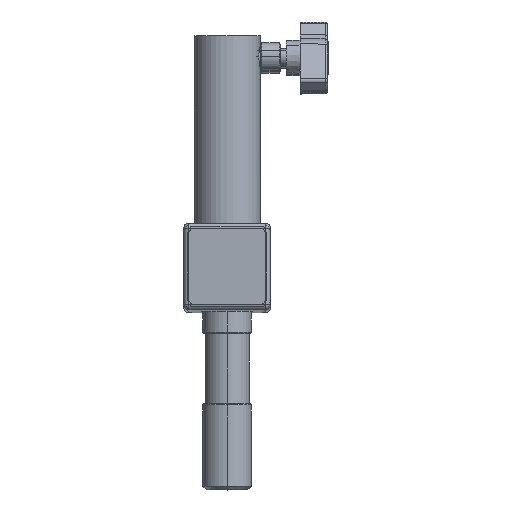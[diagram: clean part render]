
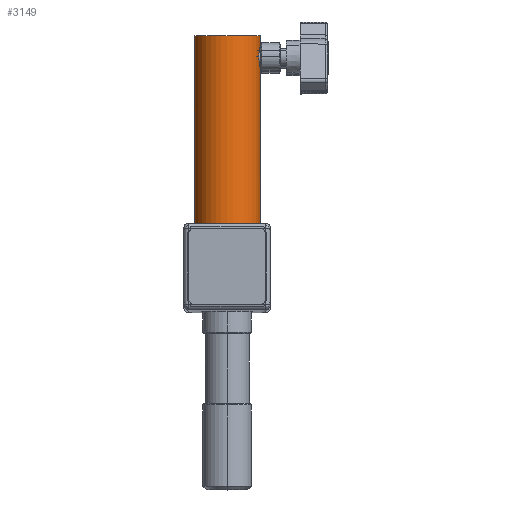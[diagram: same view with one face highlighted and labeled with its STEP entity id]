
A CAD part, top view. The second image highlights one B-rep face of the part: STEP entity #3149.
In plain terms, the highlighted cylindrical face has radius 19.05 mm (diameter 38.1 mm), a partial arc.
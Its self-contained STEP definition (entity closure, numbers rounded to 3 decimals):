
#220 = EDGE_CURVE ( 'NONE', #6102, #2379, #7310, .T. ) ;
#248 = AXIS2_PLACEMENT_3D ( 'NONE', #2114, #6107, #4392 ) ;
#311 = CARTESIAN_POINT ( 'NONE',  ( 2.765, 7.232, 18.851 ) ) ;
#335 = CARTESIAN_POINT ( 'NONE',  ( 2.448, 16.939, 18.895 ) ) ;
#337 = CARTESIAN_POINT ( 'NONE',  ( 0., 6.5, 19.05 ) ) ;
#360 = CARTESIAN_POINT ( 'NONE',  ( 5.217, 10.222, 18.322 ) ) ;
#454 = B_SPLINE_CURVE_WITH_KNOTS ( 'NONE', 3,
 ( #7170, #4213, #2523, #6516, #3290, #1463, #2107, #4333, #1538, #6064, #4983, #6105, #6698, #4903, #335, #7219, #5479, #7245, #2689, #7193, #3208, #5566 ),
 .UNSPECIFIED., .F., .F.,
 ( 4, 2, 2, 2, 2, 2, 2, 2, 2, 2, 4 ),
 ( 0.017, 0.018, 0.019, 0.021, 0.022, 0.022, 0.023, 0.024, 0.025, 0.025, 0.026 ),
 .UNSPECIFIED. ) ;
#552 = CARTESIAN_POINT ( 'NONE',  ( 0., 6.5, 19.05 ) ) ;
#567 = ORIENTED_EDGE ( 'NONE', *, *, #1328, .T. ) ;
#747 = CARTESIAN_POINT ( 'NONE',  ( 0., 108., -19.05 ) ) ;
#867 = LINE ( 'NONE', #747, #3559 ) ;
#877 = CARTESIAN_POINT ( 'NONE',  ( 4.942, 9.56, 18.398 ) ) ;
#1027 = ORIENTED_EDGE ( 'NONE', *, *, #220, .F. ) ;
#1311 = ORIENTED_EDGE ( 'NONE', *, *, #1472, .T. ) ;
#1326 = EDGE_LOOP ( 'NONE', ( #5864, #567, #1376, #1027, #1311, #4152, #6813 ) ) ;
#1328 = EDGE_CURVE ( 'NONE', #2673, #4355, #3963, .T. ) ;
#1376 = ORIENTED_EDGE ( 'NONE', *, *, #5219, .F. ) ;
#1463 = CARTESIAN_POINT ( 'NONE',  ( 4.941, 14.442, 18.399 ) ) ;
#1466 = CARTESIAN_POINT ( 'NONE',  ( 0.727, 6.536, 19.039 ) ) ;
#1472 = EDGE_CURVE ( 'NONE', #6102, #4012, #4216, .T. ) ;
#1519 = CARTESIAN_POINT ( 'NONE',  ( 5.428, 11.098, 18.26 ) ) ;
#1538 = CARTESIAN_POINT ( 'NONE',  ( 4.144, 15.634, 18.596 ) ) ;
#1627 = CARTESIAN_POINT ( 'NONE',  ( 0., 0., 0. ) ) ;
#1751 = DIRECTION ( 'NONE',  ( 0., 0., -1. ) ) ;
#1802 = AXIS2_PLACEMENT_3D ( 'NONE', #1627, #4562, #5671 ) ;
#2031 = FACE_OUTER_BOUND ( 'NONE', #1326, .T. ) ;
#2051 = CARTESIAN_POINT ( 'NONE',  ( 5.5, 11.82, 18.239 ) ) ;
#2079 = CARTESIAN_POINT ( 'NONE',  ( 4.146, 8.368, 18.595 ) ) ;
#2107 = CARTESIAN_POINT ( 'NONE',  ( 4.769, 14.763, 18.445 ) ) ;
#2114 = CARTESIAN_POINT ( 'NONE',  ( 0., 108., 0. ) ) ;
#2186 = CARTESIAN_POINT ( 'NONE',  ( 0., 17.5, 19.05 ) ) ;
#2345 = EDGE_CURVE ( 'NONE', #6992, #3452, #867, .T. ) ;
#2379 = VERTEX_POINT ( 'NONE', #3602 ) ;
#2523 = CARTESIAN_POINT ( 'NONE',  ( 5.465, 12.721, 18.25 ) ) ;
#2604 = CARTESIAN_POINT ( 'NONE',  ( 3.353, 7.637, 18.753 ) ) ;
#2673 = VERTEX_POINT ( 'NONE', #4039 ) ;
#2689 = CARTESIAN_POINT ( 'NONE',  ( 0.725, 17.455, 19.037 ) ) ;
#2869 = DIRECTION ( 'NONE',  ( 0., -1., 0. ) ) ;
#3149 = ADVANCED_FACE ( 'NONE', ( #2031 ), #5447, .T. ) ;
#3182 = CARTESIAN_POINT ( 'NONE',  ( 5.491, 11.64, 18.241 ) ) ;
#3208 = CARTESIAN_POINT ( 'NONE',  ( 0.181, 17.5, 19.05 ) ) ;
#3290 = CARTESIAN_POINT ( 'NONE',  ( 5.217, 13.779, 18.322 ) ) ;
#3452 = VERTEX_POINT ( 'NONE', #5675 ) ;
#3507 = DIRECTION ( 'NONE',  ( 0., -1., 0. ) ) ;
#3559 = VECTOR ( 'NONE', #4180, 1000. ) ;
#3602 = CARTESIAN_POINT ( 'NONE',  ( 5.5, 12., 18.239 ) ) ;
#3810 = CARTESIAN_POINT ( 'NONE',  ( 4.769, 9.238, 18.444 ) ) ;
#3963 = LINE ( 'NONE', #6818, #4926 ) ;
#3981 = CIRCLE ( 'NONE', #248, 19.05 ) ;
#4012 = VERTEX_POINT ( 'NONE', #6163 ) ;
#4039 = CARTESIAN_POINT ( 'NONE',  ( 0., 108., 19.05 ) ) ;
#4152 = ORIENTED_EDGE ( 'NONE', *, *, #6173, .T. ) ;
#4180 = DIRECTION ( 'NONE',  ( 0., -1., 0. ) ) ;
#4213 = CARTESIAN_POINT ( 'NONE',  ( 5.5, 12.36, 18.239 ) ) ;
#4216 = LINE ( 'NONE', #6942, #6965 ) ;
#4333 = CARTESIAN_POINT ( 'NONE',  ( 4.37, 15.359, 18.543 ) ) ;
#4355 = VERTEX_POINT ( 'NONE', #2186 ) ;
#4392 = DIRECTION ( 'NONE',  ( 0., 0., 1. ) ) ;
#4556 = CIRCLE ( 'NONE', #1802, 19.05 ) ;
#4562 = DIRECTION ( 'NONE',  ( 0., 1., 0. ) ) ;
#4713 = EDGE_CURVE ( 'NONE', #2673, #6992, #3981, .T. ) ;
#4874 = CARTESIAN_POINT ( 'NONE',  ( 5.5, 12., 18.239 ) ) ;
#4903 = CARTESIAN_POINT ( 'NONE',  ( 2.763, 16.769, 18.851 ) ) ;
#4926 = VECTOR ( 'NONE', #2869, 1000. ) ;
#4932 = CARTESIAN_POINT ( 'NONE',  ( 2.446, 7.061, 18.895 ) ) ;
#4953 = CARTESIAN_POINT ( 'NONE',  ( 1.778, 6.783, 18.97 ) ) ;
#4983 = CARTESIAN_POINT ( 'NONE',  ( 3.629, 16.137, 18.702 ) ) ;
#5169 = AXIS2_PLACEMENT_3D ( 'NONE', #6834, #3507, #1751 ) ;
#5219 = EDGE_CURVE ( 'NONE', #2379, #4355, #454, .T. ) ;
#5447 = CYLINDRICAL_SURFACE ( 'NONE', #5169, 19.05 ) ;
#5479 = CARTESIAN_POINT ( 'NONE',  ( 1.432, 17.322, 18.999 ) ) ;
#5481 = CARTESIAN_POINT ( 'NONE',  ( 1.434, 6.678, 18.999 ) ) ;
#5566 = CARTESIAN_POINT ( 'NONE',  ( 0., 17.5, 19.05 ) ) ;
#5671 = DIRECTION ( 'NONE',  ( 0., 0., 1. ) ) ;
#5675 = CARTESIAN_POINT ( 'NONE',  ( 0., 0., -19.05 ) ) ;
#5864 = ORIENTED_EDGE ( 'NONE', *, *, #4713, .F. ) ;
#6064 = CARTESIAN_POINT ( 'NONE',  ( 3.763, 16.015, 18.675 ) ) ;
#6065 = CARTESIAN_POINT ( 'NONE',  ( 0.361, 6.5, 19.05 ) ) ;
#6089 = CARTESIAN_POINT ( 'NONE',  ( 5.322, 10.565, 18.292 ) ) ;
#6102 = VERTEX_POINT ( 'NONE', #552 ) ;
#6105 = CARTESIAN_POINT ( 'NONE',  ( 3.351, 16.365, 18.753 ) ) ;
#6107 = DIRECTION ( 'NONE',  ( 0., 1., 0. ) ) ;
#6163 = CARTESIAN_POINT ( 'NONE',  ( 0., 0., 19.05 ) ) ;
#6173 = EDGE_CURVE ( 'NONE', #4012, #3452, #4556, .T. ) ;
#6264 = CARTESIAN_POINT ( 'NONE',  ( 0., 108., -19.05 ) ) ;
#6516 = CARTESIAN_POINT ( 'NONE',  ( 5.322, 13.435, 18.292 ) ) ;
#6562 = CARTESIAN_POINT ( 'NONE',  ( 4.372, 8.643, 18.543 ) ) ;
#6611 = CARTESIAN_POINT ( 'NONE',  ( 3.21, 7.53, 18.778 ) ) ;
#6668 = CARTESIAN_POINT ( 'NONE',  ( 3.765, 7.986, 18.675 ) ) ;
#6698 = CARTESIAN_POINT ( 'NONE',  ( 3.208, 16.471, 18.779 ) ) ;
#6813 = ORIENTED_EDGE ( 'NONE', *, *, #2345, .F. ) ;
#6818 = CARTESIAN_POINT ( 'NONE',  ( 0., 108., 19.05 ) ) ;
#6834 = CARTESIAN_POINT ( 'NONE',  ( 0., 108., 0. ) ) ;
#6942 = CARTESIAN_POINT ( 'NONE',  ( 0., 108., 19.05 ) ) ;
#6965 = VECTOR ( 'NONE', #6983, 1000. ) ;
#6983 = DIRECTION ( 'NONE',  ( 0., -1., 0. ) ) ;
#6992 = VERTEX_POINT ( 'NONE', #6264 ) ;
#7146 = CARTESIAN_POINT ( 'NONE',  ( 5.456, 11.279, 18.252 ) ) ;
#7170 = CARTESIAN_POINT ( 'NONE',  ( 5.5, 12., 18.239 ) ) ;
#7173 = CARTESIAN_POINT ( 'NONE',  ( 3.631, 7.865, 18.701 ) ) ;
#7193 = CARTESIAN_POINT ( 'NONE',  ( 0.365, 17.491, 19.047 ) ) ;
#7219 = CARTESIAN_POINT ( 'NONE',  ( 1.777, 17.218, 18.97 ) ) ;
#7245 = CARTESIAN_POINT ( 'NONE',  ( 0.904, 17.428, 19.029 ) ) ;
#7310 = B_SPLINE_CURVE_WITH_KNOTS ( 'NONE', 3,
 ( #337, #6065, #1466, #5481, #4953, #4932, #311, #6611, #2604, #7173, #6668, #2079, #6562, #3810, #877, #360, #6089, #1519, #7146, #3182, #2051, #4874 ),
 .UNSPECIFIED., .F., .F.,
 ( 4, 2, 2, 2, 2, 2, 2, 2, 2, 2, 4 ),
 ( 0.009, 0.01, 0.011, 0.012, 0.012, 0.013, 0.014, 0.015, 0.016, 0.017, 0.017 ),
 .UNSPECIFIED. ) ;
